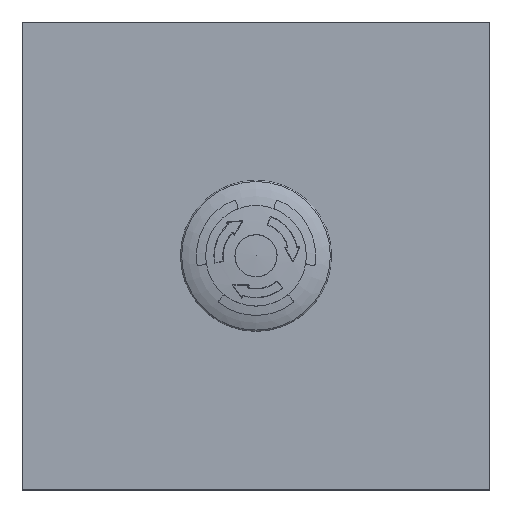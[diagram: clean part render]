
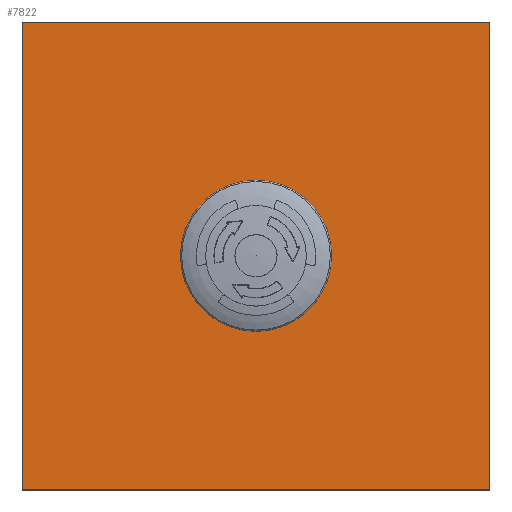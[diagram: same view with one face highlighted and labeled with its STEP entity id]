
A CAD part, top view. The second image highlights one B-rep face of the part: STEP entity #7822.
In plain terms, the highlighted planar face has unit normal (0, 0, 1).
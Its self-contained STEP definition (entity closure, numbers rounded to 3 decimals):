
#490=PLANE('',#8882);
#1184=LINE('',#17270,#1539);
#1188=LINE('',#17278,#1543);
#1191=LINE('',#17284,#1546);
#1193=LINE('',#17292,#1548);
#1539=VECTOR('',#10882,1000.);
#1543=VECTOR('',#10888,1000.);
#1546=VECTOR('',#10893,1000.);
#1548=VECTOR('',#10903,1000.);
#3811=ORIENTED_EDGE('',*,*,#4957,.T.);
#3812=ORIENTED_EDGE('',*,*,#4949,.T.);
#3813=ORIENTED_EDGE('',*,*,#4953,.T.);
#3814=ORIENTED_EDGE('',*,*,#4956,.T.);
#3815=ORIENTED_EDGE('',*,*,#4960,.T.);
#4949=EDGE_CURVE('',#5682,#5681,#1184,.T.);
#4953=EDGE_CURVE('',#5681,#5684,#1188,.T.);
#4956=EDGE_CURVE('',#5684,#5686,#1191,.T.);
#4957=EDGE_CURVE('',#5687,#5687,#6106,.T.);
#4960=EDGE_CURVE('',#5686,#5682,#1193,.T.);
#5681=VERTEX_POINT('',#17269);
#5682=VERTEX_POINT('',#17271);
#5684=VERTEX_POINT('',#17277);
#5686=VERTEX_POINT('',#17283);
#5687=VERTEX_POINT('',#17287);
#6106=CIRCLE('',#8879,11.);
#6666=EDGE_LOOP('',(#3811));
#6667=EDGE_LOOP('',(#3812,#3813,#3814,#3815));
#7230=FACE_BOUND('',#6666,.T.);
#7231=FACE_BOUND('',#6667,.T.);
#7822=ADVANCED_FACE('',(#7230,#7231),#490,.T.);
#8879=AXIS2_PLACEMENT_3D('',#17286,#10896,#10897);
#8882=AXIS2_PLACEMENT_3D('',#17293,#10904,#10905);
#10882=DIRECTION('',(0.,-1.,0.));
#10888=DIRECTION('',(1.,0.,0.));
#10893=DIRECTION('',(0.,1.,0.));
#10896=DIRECTION('',(0.,0.,-1.));
#10897=DIRECTION('',(1.,0.,0.));
#10903=DIRECTION('',(-1.,0.,0.));
#10904=DIRECTION('',(0.,0.,1.));
#10905=DIRECTION('',(1.,0.,0.));
#17269=CARTESIAN_POINT('',(-50.,-50.,-0.001));
#17270=CARTESIAN_POINT('',(-50.,50.,-0.001));
#17271=CARTESIAN_POINT('',(-50.,50.,-0.001));
#17277=CARTESIAN_POINT('',(50.,-50.,-0.001));
#17278=CARTESIAN_POINT('',(-50.,-50.,-0.001));
#17283=CARTESIAN_POINT('',(50.,50.,-0.001));
#17284=CARTESIAN_POINT('',(50.,-50.,-0.001));
#17286=CARTESIAN_POINT('',(0.,0.,-0.001));
#17287=CARTESIAN_POINT('',(11.,0.,-0.001));
#17292=CARTESIAN_POINT('',(50.,50.,-0.001));
#17293=CARTESIAN_POINT('',(0.,0.,-0.001));
